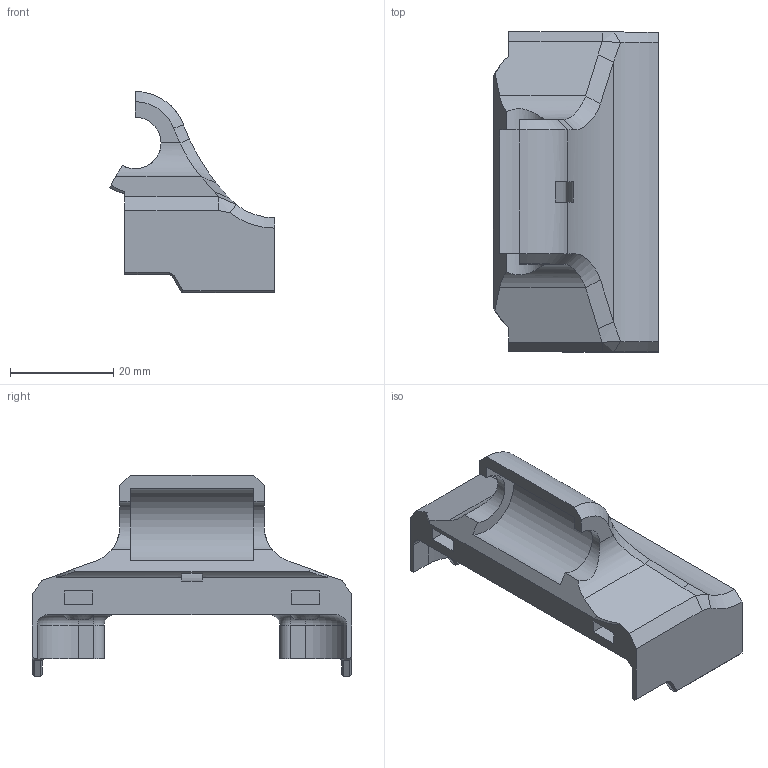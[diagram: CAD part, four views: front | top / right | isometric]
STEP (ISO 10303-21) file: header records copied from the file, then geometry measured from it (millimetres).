
FILE_DESCRIPTION(('FreeCAD Model'),'2;1');
FILE_NAME('RYcarriage.step','2016-11-21T16:32:27',('Author'),(''), 'Open CASCADE STEP processor 6.8','FreeCAD','Unknown');
FILE_SCHEMA(('AUTOMOTIVE_DESIGN_CC2 { 1 2 10303 214 -1 1 5 4 }'));
Length unit declared in the file: millimetre
Products named in the file (2): ASSEMBLY; RYCarriage
Assembly tree (1 placements, depth 2):
  ASSEMBLY
    RYCarriage
Bounding box: 32 x 62 x 39 mm (x, y, z)
Volume: 18923.9 mm3; surface area: 9147.9 mm2
Topology: 1 solids, 1 shells, 123 faces, 326 edges, 209 vertices
Faces by surface type: plane 70, cylinder 29, bspline 14, cone 6, torus 4
Full cylindrical faces by diameter (mm): 3 x4, 6 x2
Entity records: 13092 total; most frequent: CARTESIAN_POINT 6854, DIRECTION 1048, LINE 657, VECTOR 657, ORIENTED_EDGE 652, PCURVE 652, DEFINITIONAL_REPRESENTATION 652, EDGE_CURVE 326
